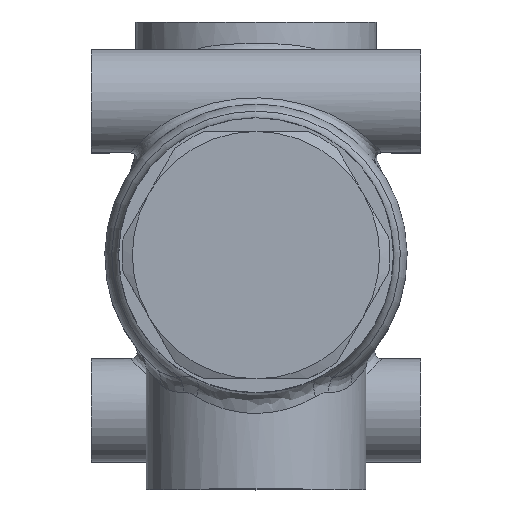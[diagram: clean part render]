
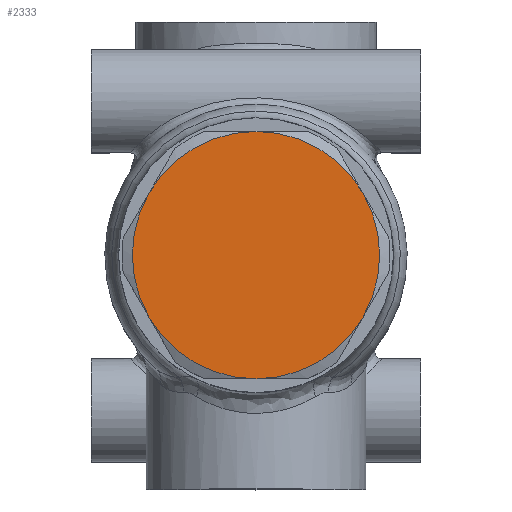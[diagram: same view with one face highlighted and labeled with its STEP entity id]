
A CAD part, top view. The second image highlights one B-rep face of the part: STEP entity #2333.
In plain terms, the highlighted planar face has unit normal (0, 0, 1).
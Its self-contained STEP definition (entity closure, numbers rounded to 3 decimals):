
#142=PLANE('',#2496);
#498=ORIENTED_EDGE('',*,*,#841,.T.);
#499=ORIENTED_EDGE('',*,*,#843,.T.);
#500=ORIENTED_EDGE('',*,*,#846,.T.);
#501=ORIENTED_EDGE('',*,*,#849,.T.);
#502=ORIENTED_EDGE('',*,*,#831,.T.);
#503=ORIENTED_EDGE('',*,*,#837,.T.);
#831=EDGE_CURVE('',#1029,#1028,#1151,.T.);
#837=EDGE_CURVE('',#1028,#1031,#1152,.T.);
#841=EDGE_CURVE('',#1031,#1032,#1153,.T.);
#843=EDGE_CURVE('',#1032,#1033,#1154,.T.);
#846=EDGE_CURVE('',#1033,#1034,#1155,.T.);
#849=EDGE_CURVE('',#1034,#1029,#1156,.T.);
#1028=VERTEX_POINT('',#3176);
#1029=VERTEX_POINT('',#3178);
#1031=VERTEX_POINT('',#3197);
#1032=VERTEX_POINT('',#3210);
#1033=VERTEX_POINT('',#3216);
#1034=VERTEX_POINT('',#3225);
#1151=CIRCLE('',#2475,18.);
#1152=CIRCLE('',#2478,18.);
#1153=CIRCLE('',#2481,18.);
#1154=CIRCLE('',#2483,18.);
#1155=CIRCLE('',#2485,18.);
#1156=CIRCLE('',#2487,18.);
#1236=EDGE_LOOP('',(#498,#499,#500,#501,#502,#503));
#1383=FACE_BOUND('',#1236,.T.);
#2333=ADVANCED_FACE('',(#1383),#142,.T.);
#2475=AXIS2_PLACEMENT_3D('',#3177,#2739,#2740);
#2478=AXIS2_PLACEMENT_3D('',#3198,#2745,#2746);
#2481=AXIS2_PLACEMENT_3D('',#3211,#2751,#2752);
#2483=AXIS2_PLACEMENT_3D('',#3217,#2755,#2756);
#2485=AXIS2_PLACEMENT_3D('',#3226,#2759,#2760);
#2487=AXIS2_PLACEMENT_3D('',#3234,#2763,#2764);
#2496=AXIS2_PLACEMENT_3D('',#3249,#2781,#2782);
#2739=DIRECTION('',(0.,0.,1.));
#2740=DIRECTION('',(0.5,-0.866,0.));
#2745=DIRECTION('',(0.,0.,1.));
#2746=DIRECTION('',(0.5,-0.866,0.));
#2751=DIRECTION('',(0.,0.,1.));
#2752=DIRECTION('',(0.5,-0.866,0.));
#2755=DIRECTION('',(0.,0.,1.));
#2756=DIRECTION('',(0.5,-0.866,0.));
#2759=DIRECTION('',(0.,0.,1.));
#2760=DIRECTION('',(0.5,-0.866,0.));
#2763=DIRECTION('',(0.,0.,1.));
#2764=DIRECTION('',(0.5,-0.866,0.));
#2781=DIRECTION('',(0.,0.,1.));
#2782=DIRECTION('',(-1.,0.,0.));
#3176=CARTESIAN_POINT('',(0.,18.,96.5));
#3177=CARTESIAN_POINT('',(0.,0.,96.5));
#3178=CARTESIAN_POINT('',(15.588,9.,96.5));
#3197=CARTESIAN_POINT('',(-15.588,9.,96.5));
#3198=CARTESIAN_POINT('',(0.,0.,96.5));
#3210=CARTESIAN_POINT('',(-15.588,-9.,96.5));
#3211=CARTESIAN_POINT('',(0.,0.,96.5));
#3216=CARTESIAN_POINT('',(0.,-18.,96.5));
#3217=CARTESIAN_POINT('',(0.,0.,96.5));
#3225=CARTESIAN_POINT('',(15.588,-9.,96.5));
#3226=CARTESIAN_POINT('',(0.,0.,96.5));
#3234=CARTESIAN_POINT('',(0.,0.,96.5));
#3249=CARTESIAN_POINT('',(0.,0.,96.5));
